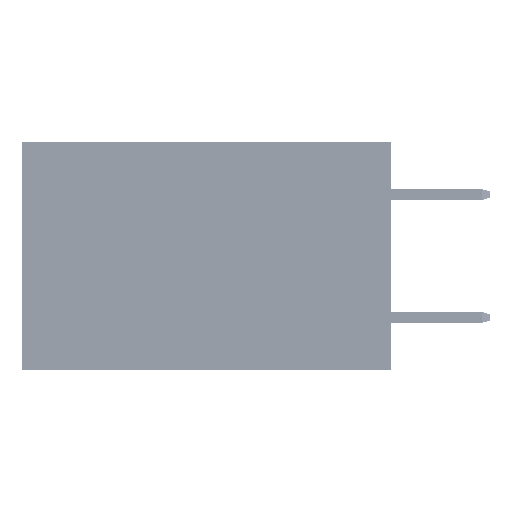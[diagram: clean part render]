
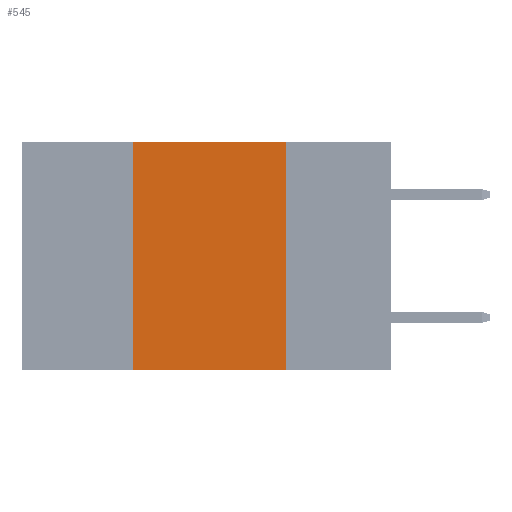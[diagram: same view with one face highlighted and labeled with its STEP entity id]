
A CAD part, left-side view. The second image highlights one B-rep face of the part: STEP entity #545.
In plain terms, the highlighted planar face has unit normal (-1, 0, 0).
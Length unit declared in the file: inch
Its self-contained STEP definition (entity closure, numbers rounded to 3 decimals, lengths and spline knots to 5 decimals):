
#545 = ADVANCED_FACE ( 'NONE', ( #6946 ), #12804, .F. ) ;
#1210 = CARTESIAN_POINT ( 'NONE',  ( 0., 0.42, -0.37 ) ) ;
#1603 = ORIENTED_EDGE ( 'NONE', *, *, #6828, .T. ) ;
#3547 = CARTESIAN_POINT ( 'NONE',  ( 0., 0.6, 0. ) ) ;
#4136 = DIRECTION ( 'NONE',  ( 0., -1., 0. ) ) ;
#4500 = EDGE_LOOP ( 'NONE', ( #42700, #6825, #17596, #1603 ) ) ;
#6825 = ORIENTED_EDGE ( 'NONE', *, *, #29412, .F. ) ;
#6828 = EDGE_CURVE ( 'NONE', #38606, #20573, #25490, .T. ) ;
#6946 = FACE_OUTER_BOUND ( 'NONE', #4500, .T. ) ;
#10283 = VERTEX_POINT ( 'NONE', #50174 ) ;
#11243 = DIRECTION ( 'NONE',  ( 0., 0., -1. ) ) ;
#11822 = VERTEX_POINT ( 'NONE', #48056 ) ;
#12804 = PLANE ( 'NONE',  #17975 ) ;
#13164 = VECTOR ( 'NONE', #17117, 39.37008 ) ;
#14377 = CARTESIAN_POINT ( 'NONE',  ( 0., 0.17, -0.37 ) ) ;
#16212 = VECTOR ( 'NONE', #4136, 39.37008 ) ;
#16791 = DIRECTION ( 'NONE',  ( 1., 0., 0. ) ) ;
#17117 = DIRECTION ( 'NONE',  ( 0., 0., 1. ) ) ;
#17596 = ORIENTED_EDGE ( 'NONE', *, *, #42609, .F. ) ;
#17975 = AXIS2_PLACEMENT_3D ( 'NONE', #36865, #16791, #40527 ) ;
#19674 = EDGE_CURVE ( 'NONE', #11822, #20573, #23057, .T. ) ;
#20573 = VERTEX_POINT ( 'NONE', #14377 ) ;
#23057 = LINE ( 'NONE', #27517, #35467 ) ;
#25490 = LINE ( 'NONE', #47609, #16212 ) ;
#27517 = CARTESIAN_POINT ( 'NONE',  ( 0., 0.17, 0. ) ) ;
#28916 = CARTESIAN_POINT ( 'NONE',  ( 0., 0.42, 0. ) ) ;
#29412 = EDGE_CURVE ( 'NONE', #10283, #11822, #43108, .T. ) ;
#31284 = DIRECTION ( 'NONE',  ( 0., -1., 0. ) ) ;
#33202 = VECTOR ( 'NONE', #31284, 39.37008 ) ;
#35467 = VECTOR ( 'NONE', #11243, 39.37008 ) ;
#36865 = CARTESIAN_POINT ( 'NONE',  ( 0., 0.6, 0. ) ) ;
#38606 = VERTEX_POINT ( 'NONE', #1210 ) ;
#39819 = LINE ( 'NONE', #28916, #13164 ) ;
#40527 = DIRECTION ( 'NONE',  ( 0., 0., -1. ) ) ;
#42609 = EDGE_CURVE ( 'NONE', #38606, #10283, #39819, .T. ) ;
#42700 = ORIENTED_EDGE ( 'NONE', *, *, #19674, .F. ) ;
#43108 = LINE ( 'NONE', #3547, #33202 ) ;
#47609 = CARTESIAN_POINT ( 'NONE',  ( 0., 0.6, -0.37 ) ) ;
#48056 = CARTESIAN_POINT ( 'NONE',  ( 0., 0.17, 0. ) ) ;
#50174 = CARTESIAN_POINT ( 'NONE',  ( 0., 0.42, 0. ) ) ;
